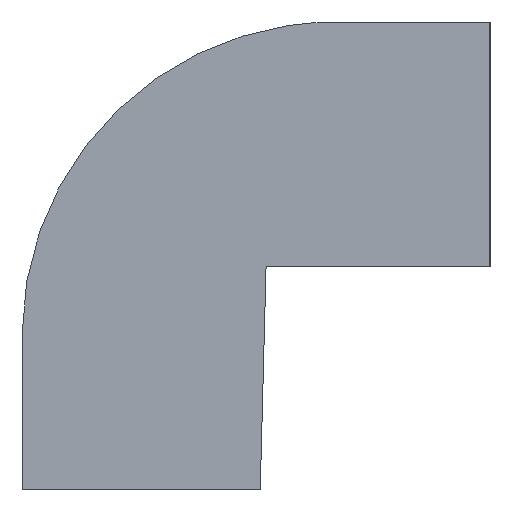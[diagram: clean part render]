
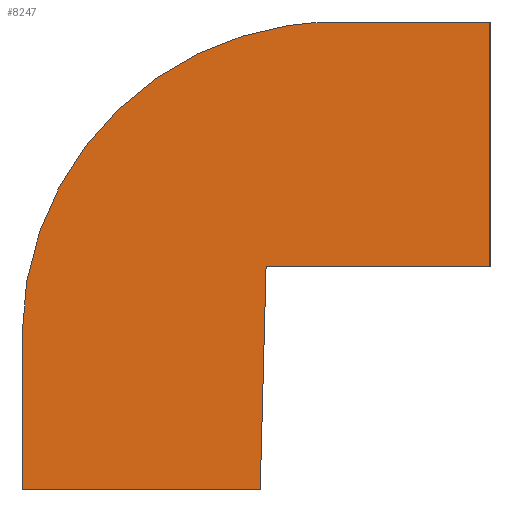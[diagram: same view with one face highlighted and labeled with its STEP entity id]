
A CAD part, left-side view. The second image highlights one B-rep face of the part: STEP entity #8247.
In plain terms, the highlighted planar face has unit normal (-1, 0, 0.018).
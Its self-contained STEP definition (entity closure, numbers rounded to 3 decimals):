
#29 = ORIENTED_EDGE ( 'NONE', *, *, #4519, .F. ) ;
#67 = DIRECTION ( 'NONE',  ( 0.017, 0., 1. ) ) ;
#205 = VERTEX_POINT ( 'NONE', #2283 ) ;
#257 = ORIENTED_EDGE ( 'NONE', *, *, #3944, .F. ) ;
#275 = CARTESIAN_POINT ( 'NONE',  ( -10.993, 0., 0.384 ) ) ;
#502 = ORIENTED_EDGE ( 'NONE', *, *, #4806, .F. ) ;
#769 = VECTOR ( 'NONE', #5615, 1000. ) ;
#1070 = LINE ( 'NONE', #4444, #1292 ) ;
#1097 = ORIENTED_EDGE ( 'NONE', *, *, #7984, .F. ) ;
#1292 = VECTOR ( 'NONE', #9717, 1000. ) ;
#1377 = DIRECTION ( 'NONE',  ( 0.017, 0., 1. ) ) ;
#1501 = CARTESIAN_POINT ( 'NONE',  ( -11.365, 20.9, -20.9 ) ) ;
#1594 = CARTESIAN_POINT ( 'NONE',  ( -11., 15.101, 0. ) ) ;
#1663 = DIRECTION ( 'NONE',  ( 0., -1., 0. ) ) ;
#1942 = VECTOR ( 'NONE', #1377, 1000. ) ;
#2207 = CARTESIAN_POINT ( 'NONE',  ( -11.244, 20.9, -14. ) ) ;
#2283 = CARTESIAN_POINT ( 'NONE',  ( -11.365, 10.262, -20.9 ) ) ;
#2297 = CARTESIAN_POINT ( 'NONE',  ( -11.101, 20.9, -5.799 ) ) ;
#2401 = ORIENTED_EDGE ( 'NONE', *, *, #6658, .F. ) ;
#2513 = ORIENTED_EDGE ( 'NONE', *, *, #9648, .F. ) ;
#2592 = VECTOR ( 'NONE', #1663, 1000. ) ;
#3030 = FACE_OUTER_BOUND ( 'NONE', #7150, .T. ) ;
#3092 = CARTESIAN_POINT ( 'NONE',  ( -11., 0., 0. ) ) ;
#3197 = CARTESIAN_POINT ( 'NONE',  ( -11.19, 10., -10.9 ) ) ;
#3579 = ORIENTED_EDGE ( 'NONE', *, *, #9003, .F. ) ;
#3589 = AXIS2_PLACEMENT_3D ( 'NONE', #3092, #4627, #67 ) ;
#3645 = VERTEX_POINT ( 'NONE', #7996 ) ;
#3944 = EDGE_CURVE ( 'NONE', #3645, #5060, #9061, .T. ) ;
#4290 = CARTESIAN_POINT ( 'NONE',  ( -11., 0., 0. ) ) ;
#4444 = CARTESIAN_POINT ( 'NONE',  ( -11.365, 10., -20.9 ) ) ;
#4519 = EDGE_CURVE ( 'NONE', #5060, #205, #6233, .T. ) ;
#4627 = DIRECTION ( 'NONE',  ( -1., 0., 0.017 ) ) ;
#4806 = EDGE_CURVE ( 'NONE', #205, #9305, #1070, .T. ) ;
#4866 = LINE ( 'NONE', #6275, #2592 ) ;
#4904 = CARTESIAN_POINT ( 'NONE',  ( -11.19, 10., -10.9 ) ) ;
#4988 = CARTESIAN_POINT ( 'NONE',  ( -11.184, 9.99, -10.513 ) ) ;
#5060 = VERTEX_POINT ( 'NONE', #4904 ) ;
#5386 = CARTESIAN_POINT ( 'NONE',  ( -11.244, 20.9, -14. ) ) ;
#5615 = DIRECTION ( 'NONE',  ( -0.017, 0., -1. ) ) ;
#5645 =( BOUNDED_CURVE ( )  B_SPLINE_CURVE ( 3, ( #5386, #2297, #1594, #6873 ),
 .UNSPECIFIED., .F., .T. ) 
 B_SPLINE_CURVE_WITH_KNOTS ( ( 4, 4 ),
 ( 1.571, 3.142 ),
 .UNSPECIFIED. ) 
 CURVE ( )  GEOMETRIC_REPRESENTATION_ITEM ( )  RATIONAL_B_SPLINE_CURVE ( ( 1., 0.805, 0.805, 1. ) ) 
 REPRESENTATION_ITEM ( '' )  );
#6141 = VERTEX_POINT ( 'NONE', #2207 ) ;
#6233 = LINE ( 'NONE', #4988, #9760 ) ;
#6275 = CARTESIAN_POINT ( 'NONE',  ( -11., 0., 0. ) ) ;
#6321 = VERTEX_POINT ( 'NONE', #6782 ) ;
#6657 = CARTESIAN_POINT ( 'NONE',  ( -11.238, 20.9, -13.612 ) ) ;
#6658 = EDGE_CURVE ( 'NONE', #6141, #6321, #5645, .T. ) ;
#6782 = CARTESIAN_POINT ( 'NONE',  ( -11., 6.9, 0. ) ) ;
#6786 = LINE ( 'NONE', #275, #769 ) ;
#6873 = CARTESIAN_POINT ( 'NONE',  ( -11., 6.9, 0. ) ) ;
#7150 = EDGE_LOOP ( 'NONE', ( #2513, #2401, #1097, #502, #29, #257, #3579 ) ) ;
#7240 = VECTOR ( 'NONE', #9176, 1000. ) ;
#7960 = LINE ( 'NONE', #6657, #1942 ) ;
#7984 = EDGE_CURVE ( 'NONE', #9305, #6141, #7960, .T. ) ;
#7996 = CARTESIAN_POINT ( 'NONE',  ( -11.19, 0., -10.9 ) ) ;
#8247 = ADVANCED_FACE ( 'NONE', ( #3030 ), #9130, .T. ) ;
#8732 = DIRECTION ( 'NONE',  ( -0.017, 0.026, -1. ) ) ;
#9003 = EDGE_CURVE ( 'NONE', #9386, #3645, #6786, .T. ) ;
#9061 = LINE ( 'NONE', #3197, #7240 ) ;
#9130 = PLANE ( 'NONE',  #3589 ) ;
#9176 = DIRECTION ( 'NONE',  ( 0., 1., 0. ) ) ;
#9305 = VERTEX_POINT ( 'NONE', #1501 ) ;
#9386 = VERTEX_POINT ( 'NONE', #4290 ) ;
#9648 = EDGE_CURVE ( 'NONE', #6321, #9386, #4866, .T. ) ;
#9717 = DIRECTION ( 'NONE',  ( 0., 1., 0. ) ) ;
#9760 = VECTOR ( 'NONE', #8732, 1000. ) ;
